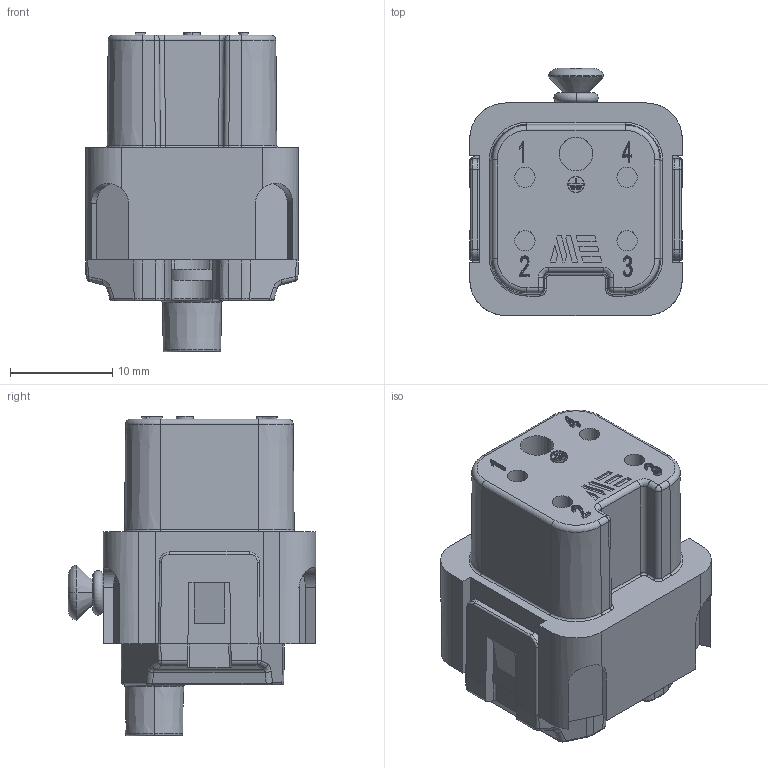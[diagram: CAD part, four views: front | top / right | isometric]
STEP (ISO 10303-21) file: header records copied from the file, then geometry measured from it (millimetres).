
FILE_DESCRIPTION (( 'STEP AP203' ), '1' );
FILE_NAME ('29010.step', '2025-02-12T17:31:13', ( '' ), ( '' ), 'SwSTEP 2.0', 'SolidWorks 2024', '' );
FILE_SCHEMA (( 'CONFIG_CONTROL_DESIGN' ));
Length unit declared in the file: millimetre
Products named in the file (1): 29010
Bounding box: 20.8 x 24.2 x 31.3 mm (x, y, z)
Volume: 7727.9 mm3; surface area: 4054.8 mm2
Topology: 1 solids, 1 shells, 641 faces, 1563 edges, 971 vertices
Faces by surface type: plane 266, cylinder 193, bspline 71, torus 69, cone 40, sphere 2
Entity records: 20589 total; most frequent: CARTESIAN_POINT 6035, ORIENTED_EDGE 3126, DIRECTION 2896, EDGE_CURVE 1563, AXIS2_PLACEMENT_3D 1052, VERTEX_POINT 971, LINE 792, VECTOR 792
